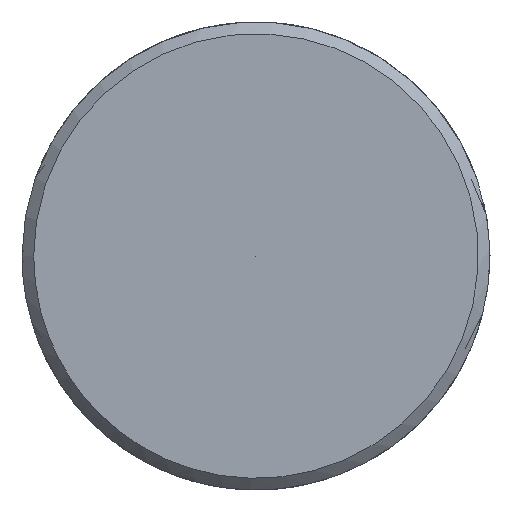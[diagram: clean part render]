
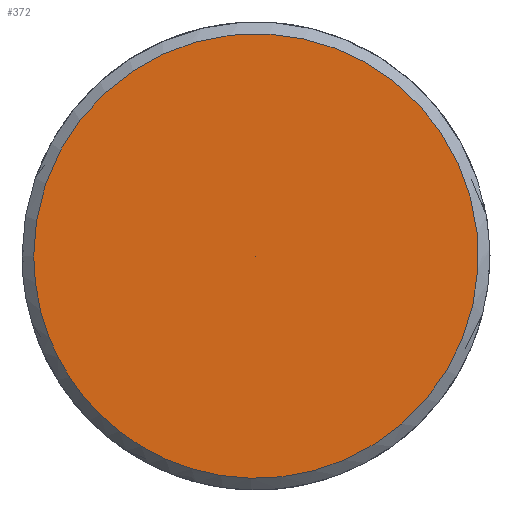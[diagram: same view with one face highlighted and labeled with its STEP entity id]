
A CAD part, left-side view. The second image highlights one B-rep face of the part: STEP entity #372.
In plain terms, the highlighted free-form (B-spline) face has degree [5, 1] with [6, 2] control points.
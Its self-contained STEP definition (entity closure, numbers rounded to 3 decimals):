
#338 = CARTESIAN_POINT ('', (-130., 4.75, 0.));
#339 = VERTEX_POINT ('', #338);
#340 = CARTESIAN_POINT ('', (-130., 0., 0.));
#341 = VERTEX_POINT ('', #340);
#342 = CARTESIAN_POINT ('', (-130., 4.75, 0.));
#343 = CARTESIAN_POINT ('', (-130., 0., 0.));
#344 = B_SPLINE_CURVE_WITH_KNOTS ('', 1, (#342, #343), .UNSPECIFIED., .F., .U., (2, 2), (0., 1.), .UNSPECIFIED.);
#345 = EDGE_CURVE ('', #339, #341, #344, .T.);
#346 = ORIENTED_EDGE ('', *, *, #345, .F.);
#347 = CARTESIAN_POINT ('', (-130., 4.75, 0.));
#348 = CARTESIAN_POINT ('', (-130., 4.75, 19.));
#349 = CARTESIAN_POINT ('', (-130., -14.25, 9.5));
#350 = CARTESIAN_POINT ('', (-130., -14.25, -9.5));
#351 = CARTESIAN_POINT ('', (-130., 4.75, -19.));
#352 = CARTESIAN_POINT ('', (-130., 4.75, 0.));
#353 = (
   BOUNDED_CURVE ()
   B_SPLINE_CURVE (5, (#347, #348, #349, #350, #351, #352), .UNSPECIFIED., .T., .U.)
   B_SPLINE_CURVE_WITH_KNOTS ((6, 6), (0., 1.), .UNSPECIFIED.)
   CURVE ()
   GEOMETRIC_REPRESENTATION_ITEM ()
   RATIONAL_B_SPLINE_CURVE ((5., 1., 1., 1., 1., 5.))
   REPRESENTATION_ITEM ('')
);
#354 = EDGE_CURVE ('', #339, #339, #353, .T.);
#355 = ORIENTED_EDGE ('', *, *, #354, .T.);
#356 = ORIENTED_EDGE ('', *, *, #345, .T.);
#357 = EDGE_LOOP ('', (#346, #355, #356));
#358 = FACE_OUTER_BOUND ('', #357, .F.);
#359 = CARTESIAN_POINT ('', (-130., 4.75, 0.));
#360 = CARTESIAN_POINT ('', (-130., 0., 0.));
#361 = CARTESIAN_POINT ('', (-130., 4.75, 19.));
#362 = CARTESIAN_POINT ('', (-130., 0., 0.));
#363 = CARTESIAN_POINT ('', (-130., -14.25, 9.5));
#364 = CARTESIAN_POINT ('', (-130., 0., 0.));
#365 = CARTESIAN_POINT ('', (-130., -14.25, -9.5));
#366 = CARTESIAN_POINT ('', (-130., 0., 0.));
#367 = CARTESIAN_POINT ('', (-130., 4.75, -19.));
#368 = CARTESIAN_POINT ('', (-130., 0., 0.));
#369 = CARTESIAN_POINT ('', (-130., 4.75, 0.));
#370 = CARTESIAN_POINT ('', (-130., 0., 0.));
#371 = (
   BOUNDED_SURFACE ()
   B_SPLINE_SURFACE (5, 1, ((#359, #360), (#361, #362), (#363, #364), (#365, #366), (#367, #368), (#369, #370)), .UNSPECIFIED., .T., .F., .U.)
   B_SPLINE_SURFACE_WITH_KNOTS ((6, 6), (2, 2), (0., 1.), (0., 1.), .UNSPECIFIED.)
   SURFACE ()
   GEOMETRIC_REPRESENTATION_ITEM ()
   RATIONAL_B_SPLINE_SURFACE (((5., 5.), (1., 1.), (1., 1.), (1., 1.), (1., 1.), (5., 5.)))
   REPRESENTATION_ITEM ('')
);
#372 = ADVANCED_FACE ('', (#358), #371, .F.);
